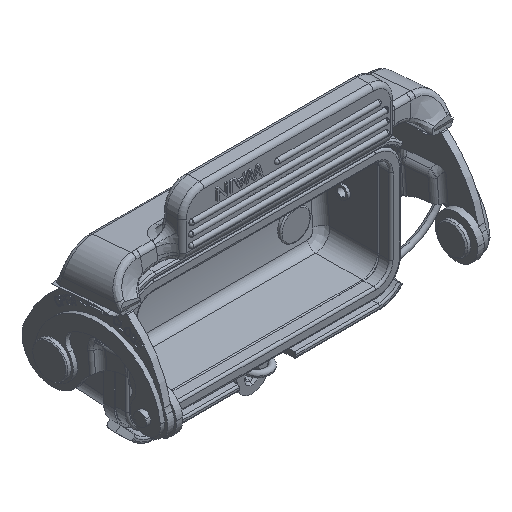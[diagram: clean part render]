
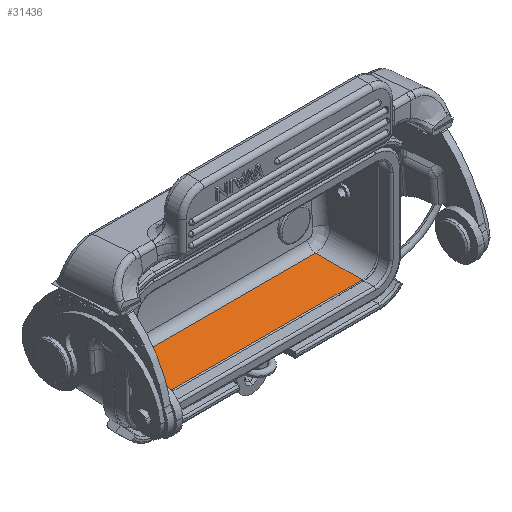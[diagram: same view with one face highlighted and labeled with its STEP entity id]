
A CAD part, isometric view. The second image highlights one B-rep face of the part: STEP entity #31436.
In plain terms, the highlighted planar face has unit normal (0, -0.026, 1).
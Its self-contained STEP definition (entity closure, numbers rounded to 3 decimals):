
#8921=DIRECTION('',(1.,0.,0.));
#8922=VECTOR('',#8921,50.987);
#8923=CARTESIAN_POINT('',(6.207,3.792,-28.992));
#8924=LINE('',#8923,#8922);
#9251=DIRECTION('',(-1.,0.,0.));
#9252=VECTOR('',#9251,50.444);
#9253=CARTESIAN_POINT('',(56.922,14.157,-28.721));
#9254=LINE('',#9253,#9252);
#9320=DIRECTION('',(0.026,-0.999,-0.026));
#9321=VECTOR('',#9320,10.372);
#9322=CARTESIAN_POINT('',(56.922,14.157,-28.721));
#9323=LINE('',#9322,#9321);
#9324=DIRECTION('',(0.026,0.999,0.026));
#9325=VECTOR('',#9324,10.372);
#9326=CARTESIAN_POINT('',(6.207,3.792,-28.992));
#9327=LINE('',#9326,#9325);
#17315=CARTESIAN_POINT('',(6.478,14.157,
-28.721));
#17316=VERTEX_POINT('',#17315);
#17317=CARTESIAN_POINT('',(56.922,14.157,
-28.721));
#17318=VERTEX_POINT('',#17317);
#17340=CARTESIAN_POINT('',(57.194,3.792,
-28.992));
#17342=VERTEX_POINT('',#17340);
#17343=CARTESIAN_POINT('',(6.207,3.792,
-28.992));
#17345=VERTEX_POINT('',#17343);
#31424=CARTESIAN_POINT('',(31.7,8.975,
-28.857));
#31425=DIRECTION('',(0.,-0.026,1.));
#31426=DIRECTION('',(0.,1.,0.026));
#31427=AXIS2_PLACEMENT_3D('',#31424,#31425,#31426);
#31428=PLANE('',#31427);
#31429=ORIENTED_EDGE('',*,*,#31251,.F.);
#31430=ORIENTED_EDGE('',*,*,#31419,.T.);
#31431=ORIENTED_EDGE('',*,*,#30953,.F.);
#31433=ORIENTED_EDGE('',*,*,#31432,.T.);
#31434=EDGE_LOOP('',(#31429,#31430,#31431,#31433));
#31435=FACE_OUTER_BOUND('',#31434,.F.);
#31436=ADVANCED_FACE('',(#31435),#31428,.T.);
#30953=EDGE_CURVE('',#17345,#17342,#8924,.T.);
#31251=EDGE_CURVE('',#17318,#17316,#9254,.T.);
#31419=EDGE_CURVE('',#17318,#17342,#9323,.T.);
#31432=EDGE_CURVE('',#17345,#17316,#9327,.T.);
